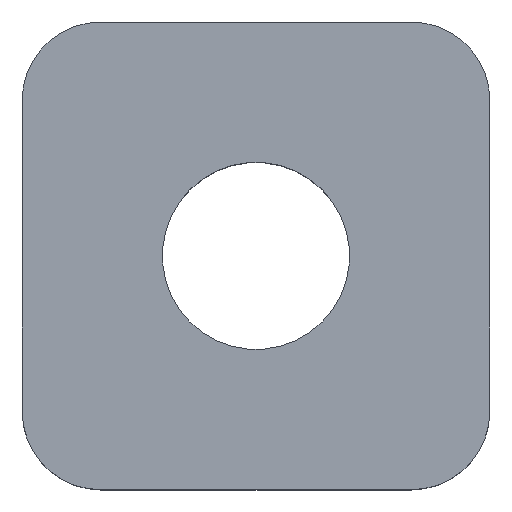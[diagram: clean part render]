
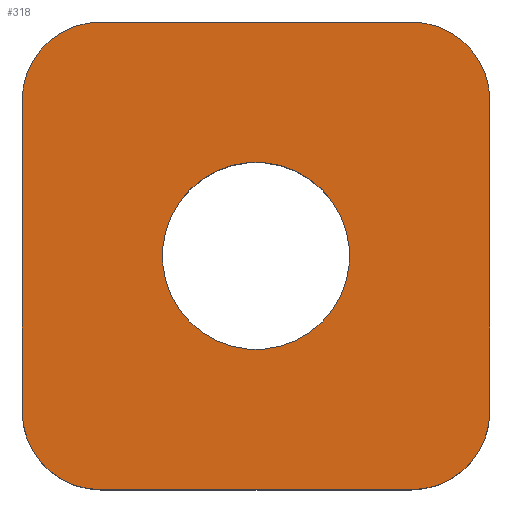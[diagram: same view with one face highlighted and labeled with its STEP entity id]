
A CAD part, top view. The second image highlights one B-rep face of the part: STEP entity #318.
In plain terms, the highlighted planar face has unit normal (0, 0, 1).
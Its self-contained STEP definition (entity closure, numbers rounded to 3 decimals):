
#26=CARTESIAN_POINT('',(0.,0.,0.));
#27=DIRECTION('',(0.,0.,-1.));
#28=DIRECTION('',(0.707,-0.707,0.));
#29=AXIS2_PLACEMENT_3D('',#26,#27,#28);
#35=CARTESIAN_POINT('',(0.,0.,0.));
#36=DIRECTION('',(0.,0.,-1.));
#37=DIRECTION('',(-0.707,0.707,0.));
#38=AXIS2_PLACEMENT_3D('',#35,#36,#37);
#43=CARTESIAN_POINT('',(-3.163,3.163,0.));
#44=DIRECTION('',(0.,0.,1.));
#45=DIRECTION('',(0.,1.,0.));
#46=AXIS2_PLACEMENT_3D('',#43,#44,#45);
#51=DIRECTION('',(-1.,0.,0.));
#52=VECTOR('',#51,6.325);
#53=CARTESIAN_POINT('',(3.163,4.763,0.));
#54=LINE('',#53,#52);
#58=CARTESIAN_POINT('',(3.163,3.163,0.));
#59=DIRECTION('',(0.,0.,1.));
#60=DIRECTION('',(1.,0.,0.));
#61=AXIS2_PLACEMENT_3D('',#58,#59,#60);
#66=DIRECTION('',(0.,1.,0.));
#67=VECTOR('',#66,6.325);
#68=CARTESIAN_POINT('',(4.763,-3.163,0.));
#69=LINE('',#68,#67);
#73=CARTESIAN_POINT('',(3.163,-3.163,0.));
#74=DIRECTION('',(0.,0.,1.));
#75=DIRECTION('',(0.,-1.,0.));
#76=AXIS2_PLACEMENT_3D('',#73,#74,#75);
#81=DIRECTION('',(1.,0.,0.));
#82=VECTOR('',#81,6.325);
#83=CARTESIAN_POINT('',(-3.163,-4.763,0.));
#84=LINE('',#83,#82);
#88=CARTESIAN_POINT('',(-3.163,-3.163,0.));
#89=DIRECTION('',(0.,0.,1.));
#90=DIRECTION('',(-1.,0.,0.));
#91=AXIS2_PLACEMENT_3D('',#88,#89,#90);
#96=DIRECTION('',(0.,-1.,0.));
#97=VECTOR('',#96,6.325);
#98=CARTESIAN_POINT('',(-4.763,3.163,0.));
#99=LINE('',#98,#97);
#249=CARTESIAN_POINT('',(1.347,-1.347,0.));
#250=CARTESIAN_POINT('',(-1.347,1.347,0.));
#251=VERTEX_POINT('',#249);
#252=VERTEX_POINT('',#250);
#257=CARTESIAN_POINT('',(-3.163,4.763,0.));
#258=CARTESIAN_POINT('',(-4.763,3.163,0.));
#259=VERTEX_POINT('',#257);
#260=VERTEX_POINT('',#258);
#261=CARTESIAN_POINT('',(4.763,3.163,0.));
#262=CARTESIAN_POINT('',(3.163,4.763,0.));
#263=VERTEX_POINT('',#261);
#264=VERTEX_POINT('',#262);
#265=CARTESIAN_POINT('',(3.163,-4.763,0.));
#266=CARTESIAN_POINT('',(4.763,-3.163,0.));
#267=VERTEX_POINT('',#265);
#268=VERTEX_POINT('',#266);
#269=CARTESIAN_POINT('',(-4.763,-3.163,0.));
#270=CARTESIAN_POINT('',(-3.163,-4.763,0.));
#271=VERTEX_POINT('',#269);
#272=VERTEX_POINT('',#270);
#289=CARTESIAN_POINT('',(0.,0.,0.));
#290=DIRECTION('',(0.,0.,1.));
#291=DIRECTION('',(-0.707,-0.707,0.));
#292=AXIS2_PLACEMENT_3D('',#289,#290,#291);
#293=PLANE('',#292);
#295=ORIENTED_EDGE('',*,*,#294,.F.);
#297=ORIENTED_EDGE('',*,*,#296,.F.);
#299=ORIENTED_EDGE('',*,*,#298,.F.);
#301=ORIENTED_EDGE('',*,*,#300,.F.);
#303=ORIENTED_EDGE('',*,*,#302,.F.);
#305=ORIENTED_EDGE('',*,*,#304,.F.);
#307=ORIENTED_EDGE('',*,*,#306,.F.);
#309=ORIENTED_EDGE('',*,*,#308,.F.);
#310=EDGE_LOOP('',(#295,#297,#299,#301,#303,#305,#307,#309));
#311=FACE_OUTER_BOUND('',#310,.F.);
#313=ORIENTED_EDGE('',*,*,#312,.F.);
#315=ORIENTED_EDGE('',*,*,#314,.F.);
#316=EDGE_LOOP('',(#313,#315));
#317=FACE_BOUND('',#316,.F.);
#30=CIRCLE('',#29,1.905);
#39=CIRCLE('',#38,1.905);
#47=CIRCLE('',#46,1.6);
#62=CIRCLE('',#61,1.6);
#77=CIRCLE('',#76,1.6);
#92=CIRCLE('',#91,1.6);
#294=EDGE_CURVE('',#259,#260,#47,.T.);
#296=EDGE_CURVE('',#264,#259,#54,.T.);
#298=EDGE_CURVE('',#263,#264,#62,.T.);
#300=EDGE_CURVE('',#268,#263,#69,.T.);
#302=EDGE_CURVE('',#267,#268,#77,.T.);
#304=EDGE_CURVE('',#272,#267,#84,.T.);
#306=EDGE_CURVE('',#271,#272,#92,.T.);
#308=EDGE_CURVE('',#260,#271,#99,.T.);
#312=EDGE_CURVE('',#251,#252,#30,.T.);
#314=EDGE_CURVE('',#252,#251,#39,.T.);
#318=ADVANCED_FACE('',(#311,#317),#293,.T.);
